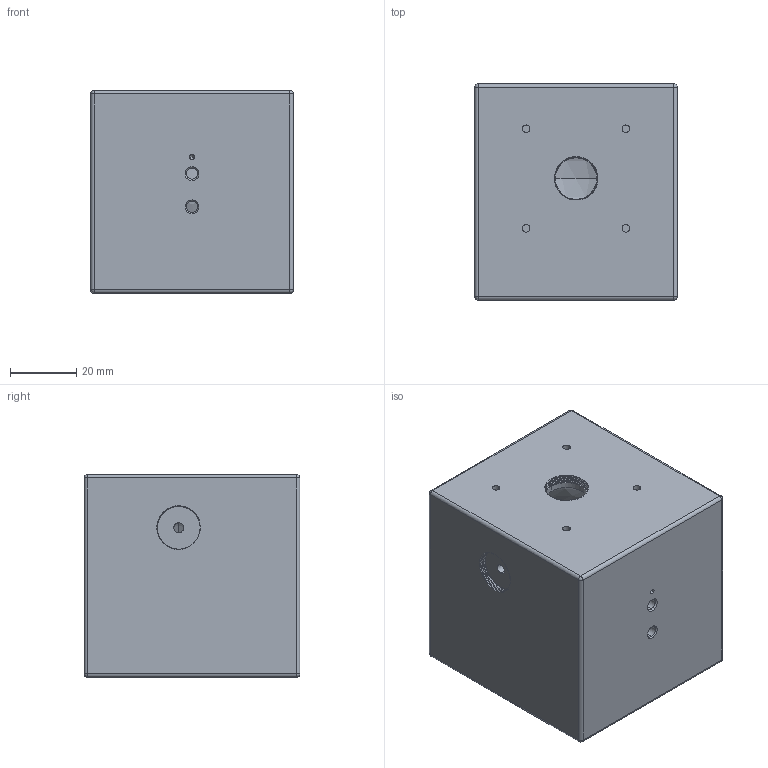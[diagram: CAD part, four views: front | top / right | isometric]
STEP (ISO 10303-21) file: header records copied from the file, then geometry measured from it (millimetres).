
FILE_DESCRIPTION (( 'STEP AP214' ), '1' );
FILE_NAME ('13574-E01.step', '2007-11-13T08:31:49', ( ' ' ), ( ' ' ), 'SwSTEP 2.0', 'SolidWorks 2007', '' );
FILE_SCHEMA (( 'AUTOMOTIVE_DESIGN' ));
Length unit declared in the file: millimetre
Products named in the file (1): 13574-E01
Bounding box: 61 x 65 x 61.05 mm (x, y, z)
Surface area: 40663.3 mm2 (no closed solid volume)
Topology: 0 solids, 16 shells, 383 faces, 2413 edges, 1961 vertices
Faces by surface type: plane 224, cylinder 73, bspline 46, cone 30, sphere 10
Entity records: 33909 total; most frequent: CARTESIAN_POINT 12844, ORIENTED_EDGE 3099, DIRECTION 2928, EDGE_CURVE 2399, VERTEX_POINT 1959, VECTOR 1860, LINE 1860, AXIS2_PLACEMENT_3D 534
